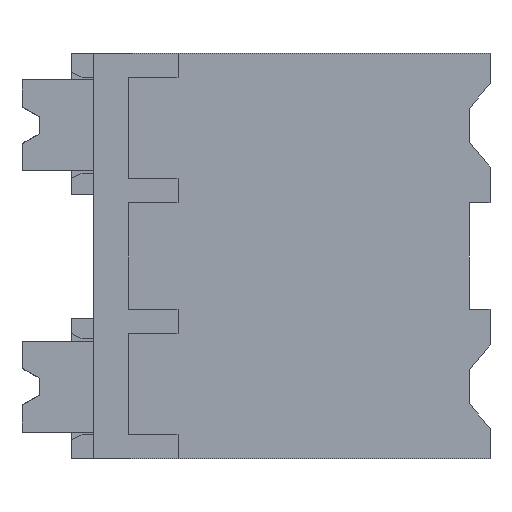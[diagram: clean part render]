
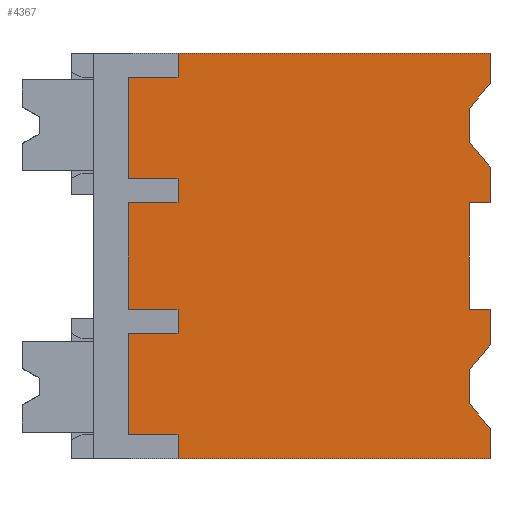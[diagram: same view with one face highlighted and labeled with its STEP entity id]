
A CAD part, left-side view. The second image highlights one B-rep face of the part: STEP entity #4367.
In plain terms, the highlighted planar face has unit normal (-1, 0, 0).
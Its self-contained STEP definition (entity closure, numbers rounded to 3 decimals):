
#50=DIRECTION('',(0.,-1.,0.));
#51=VECTOR('',#50,9.1);
#52=CARTESIAN_POINT('',(0.,9.1,-9.72));
#53=LINE('',#52,#51);
#886=DIRECTION('',(0.,0.,1.));
#887=VECTOR('',#886,0.885);
#888=CARTESIAN_POINT('',(0.,0.,1.215));
#889=LINE('',#888,#887);
#902=DIRECTION('',(0.,0.,1.));
#903=VECTOR('',#902,0.885);
#904=CARTESIAN_POINT('',(0.,0.,-9.72));
#905=LINE('',#904,#903);
#910=DIRECTION('',(0.,0.,1.));
#911=VECTOR('',#910,1.045);
#912=CARTESIAN_POINT('',(0.,0.,-2.26));
#913=LINE('',#912,#911);
#934=DIRECTION('',(0.,0.,1.));
#935=VECTOR('',#934,1.045);
#936=CARTESIAN_POINT('',(0.,0.,-6.405));
#937=LINE('',#936,#935);
#942=DIRECTION('',(0.,0.,1.));
#943=VECTOR('',#942,0.71);
#944=CARTESIAN_POINT('',(0.,9.1,-2.26));
#945=LINE('',#944,#943);
#946=DIRECTION('',(0.,-1.,0.));
#947=VECTOR('',#946,1.45);
#948=CARTESIAN_POINT('',(0.,10.55,-1.55));
#949=LINE('',#948,#947);
#950=DIRECTION('',(0.,0.,1.));
#951=VECTOR('',#950,2.95);
#952=CARTESIAN_POINT('',(0.,10.55,-1.55));
#953=LINE('',#952,#951);
#954=DIRECTION('',(0.,1.,0.));
#955=VECTOR('',#954,1.45);
#956=CARTESIAN_POINT('',(0.,9.1,1.4));
#957=LINE('',#956,#955);
#958=DIRECTION('',(0.,0.,1.));
#959=VECTOR('',#958,0.7);
#960=CARTESIAN_POINT('',(0.,9.1,1.4));
#961=LINE('',#960,#959);
#962=DIRECTION('',(0.,-0.643,0.766));
#963=VECTOR('',#962,0.933);
#964=CARTESIAN_POINT('',(0.,0.6,0.5));
#965=LINE('',#964,#963);
#966=DIRECTION('',(0.,0.,1.));
#967=VECTOR('',#966,1.);
#968=CARTESIAN_POINT('',(0.,0.6,-0.5));
#969=LINE('',#968,#967);
#970=DIRECTION('',(0.,0.643,0.766));
#971=VECTOR('',#970,0.933);
#972=CARTESIAN_POINT('',(0.,0.,-1.215));
#973=LINE('',#972,#971);
#974=DIRECTION('',(0.,1.,0.));
#975=VECTOR('',#974,0.6);
#976=CARTESIAN_POINT('',(0.,0.,-2.26));
#977=LINE('',#976,#975);
#978=DIRECTION('',(0.,0.,1.));
#979=VECTOR('',#978,3.1);
#980=CARTESIAN_POINT('',(0.,0.6,-5.36));
#981=LINE('',#980,#979);
#982=DIRECTION('',(0.,1.,0.));
#983=VECTOR('',#982,0.6);
#984=CARTESIAN_POINT('',(0.,0.,-5.36));
#985=LINE('',#984,#983);
#986=DIRECTION('',(0.,-0.643,0.766));
#987=VECTOR('',#986,0.933);
#988=CARTESIAN_POINT('',(0.,0.6,-7.12));
#989=LINE('',#988,#987);
#990=DIRECTION('',(0.,0.,1.));
#991=VECTOR('',#990,1.);
#992=CARTESIAN_POINT('',(0.,0.6,-8.12));
#993=LINE('',#992,#991);
#994=DIRECTION('',(0.,0.643,0.766));
#995=VECTOR('',#994,0.933);
#996=CARTESIAN_POINT('',(0.,0.,-8.835));
#997=LINE('',#996,#995);
#998=DIRECTION('',(0.,0.,1.));
#999=VECTOR('',#998,0.7);
#1000=CARTESIAN_POINT('',(0.,9.1,-9.72));
#1001=LINE('',#1000,#999);
#1002=DIRECTION('',(0.,-1.,0.));
#1003=VECTOR('',#1002,1.45);
#1004=CARTESIAN_POINT('',(0.,10.55,-9.02));
#1005=LINE('',#1004,#1003);
#1006=DIRECTION('',(0.,0.,1.));
#1007=VECTOR('',#1006,2.95);
#1008=CARTESIAN_POINT('',(0.,10.55,-9.02));
#1009=LINE('',#1008,#1007);
#1010=DIRECTION('',(0.,1.,0.));
#1011=VECTOR('',#1010,1.45);
#1012=CARTESIAN_POINT('',(0.,9.1,-6.07));
#1013=LINE('',#1012,#1011);
#1014=DIRECTION('',(0.,0.,1.));
#1015=VECTOR('',#1014,0.71);
#1016=CARTESIAN_POINT('',(0.,9.1,-6.07));
#1017=LINE('',#1016,#1015);
#1018=DIRECTION('',(0.,-1.,0.));
#1019=VECTOR('',#1018,1.45);
#1020=CARTESIAN_POINT('',(0.,10.55,-5.36));
#1021=LINE('',#1020,#1019);
#1022=DIRECTION('',(0.,0.,1.));
#1023=VECTOR('',#1022,3.1);
#1024=CARTESIAN_POINT('',(0.,10.55,-5.36));
#1025=LINE('',#1024,#1023);
#1026=DIRECTION('',(0.,1.,0.));
#1027=VECTOR('',#1026,1.45);
#1028=CARTESIAN_POINT('',(0.,9.1,-2.26));
#1029=LINE('',#1028,#1027);
#1822=DIRECTION('',(0.,-1.,0.));
#1823=VECTOR('',#1822,9.1);
#1824=CARTESIAN_POINT('',(0.,9.1,2.1));
#1825=LINE('',#1824,#1823);
#2327=CARTESIAN_POINT('',(0.,9.1,-9.72));
#2328=VERTEX_POINT('',#2327);
#2329=CARTESIAN_POINT('',(0.,0.,-9.72));
#2330=VERTEX_POINT('',#2329);
#2355=CARTESIAN_POINT('',(0.,9.1,2.1));
#2356=VERTEX_POINT('',#2355);
#2357=CARTESIAN_POINT('',(0.,0.,2.1));
#2358=VERTEX_POINT('',#2357);
#2641=CARTESIAN_POINT('',(0.,9.1,1.4));
#2642=VERTEX_POINT('',#2641);
#2643=CARTESIAN_POINT('',(0.,10.55,1.4));
#2644=VERTEX_POINT('',#2643);
#2649=CARTESIAN_POINT('',(0.,9.1,-9.02));
#2650=VERTEX_POINT('',#2649);
#2651=CARTESIAN_POINT('',(0.,10.55,-9.02));
#2652=VERTEX_POINT('',#2651);
#2733=CARTESIAN_POINT('',(0.,0.,-1.215));
#2734=CARTESIAN_POINT('',(0.,0.6,-0.5));
#2735=VERTEX_POINT('',#2733);
#2736=VERTEX_POINT('',#2734);
#2737=CARTESIAN_POINT('',(0.,0.6,0.5));
#2738=VERTEX_POINT('',#2737);
#2739=CARTESIAN_POINT('',(0.,0.,1.215));
#2740=VERTEX_POINT('',#2739);
#2749=CARTESIAN_POINT('',(0.,0.,-8.835));
#2750=CARTESIAN_POINT('',(0.,0.6,-8.12));
#2751=VERTEX_POINT('',#2749);
#2752=VERTEX_POINT('',#2750);
#2753=CARTESIAN_POINT('',(0.,0.6,-7.12));
#2754=VERTEX_POINT('',#2753);
#2755=CARTESIAN_POINT('',(0.,0.,-6.405));
#2756=VERTEX_POINT('',#2755);
#2825=CARTESIAN_POINT('',(0.,0.,-2.26));
#2826=CARTESIAN_POINT('',(0.,0.6,-2.26));
#2827=VERTEX_POINT('',#2825);
#2828=VERTEX_POINT('',#2826);
#2829=CARTESIAN_POINT('',(0.,0.,-5.36));
#2830=CARTESIAN_POINT('',(0.,0.6,-5.36));
#2831=VERTEX_POINT('',#2829);
#2832=VERTEX_POINT('',#2830);
#2889=CARTESIAN_POINT('',(0.,9.1,-1.55));
#2890=VERTEX_POINT('',#2889);
#2891=CARTESIAN_POINT('',(0.,9.1,-2.26));
#2892=VERTEX_POINT('',#2891);
#2893=CARTESIAN_POINT('',(0.,9.1,-6.07));
#2894=VERTEX_POINT('',#2893);
#2895=CARTESIAN_POINT('',(0.,9.1,-5.36));
#2896=VERTEX_POINT('',#2895);
#2897=CARTESIAN_POINT('',(0.,10.55,-1.55));
#2898=VERTEX_POINT('',#2897);
#2899=CARTESIAN_POINT('',(0.,10.55,-2.26));
#2900=VERTEX_POINT('',#2899);
#2901=CARTESIAN_POINT('',(0.,10.55,-6.07));
#2902=VERTEX_POINT('',#2901);
#2903=CARTESIAN_POINT('',(0.,10.55,-5.36));
#2904=VERTEX_POINT('',#2903);
#4310=CARTESIAN_POINT('',(0.,9.1,-9.72));
#4311=DIRECTION('',(-1.,0.,0.));
#4312=DIRECTION('',(0.,-1.,0.));
#4313=AXIS2_PLACEMENT_3D('',#4310,#4311,#4312);
#4314=PLANE('',#4313);
#4316=ORIENTED_EDGE('',*,*,#4315,.T.);
#4318=ORIENTED_EDGE('',*,*,#4317,.F.);
#4320=ORIENTED_EDGE('',*,*,#4319,.T.);
#4322=ORIENTED_EDGE('',*,*,#4321,.F.);
#4324=ORIENTED_EDGE('',*,*,#4323,.T.);
#4326=ORIENTED_EDGE('',*,*,#4325,.T.);
#4327=ORIENTED_EDGE('',*,*,#4233,.F.);
#4328=ORIENTED_EDGE('',*,*,#4301,.F.);
#4330=ORIENTED_EDGE('',*,*,#4329,.F.);
#4332=ORIENTED_EDGE('',*,*,#4331,.F.);
#4333=ORIENTED_EDGE('',*,*,#4267,.F.);
#4335=ORIENTED_EDGE('',*,*,#4334,.T.);
#4337=ORIENTED_EDGE('',*,*,#4336,.F.);
#4339=ORIENTED_EDGE('',*,*,#4338,.F.);
#4340=ORIENTED_EDGE('',*,*,#4291,.F.);
#4342=ORIENTED_EDGE('',*,*,#4341,.F.);
#4344=ORIENTED_EDGE('',*,*,#4343,.F.);
#4346=ORIENTED_EDGE('',*,*,#4345,.F.);
#4347=ORIENTED_EDGE('',*,*,#4255,.F.);
#4348=ORIENTED_EDGE('',*,*,#3056,.F.);
#4350=ORIENTED_EDGE('',*,*,#4349,.T.);
#4352=ORIENTED_EDGE('',*,*,#4351,.F.);
#4354=ORIENTED_EDGE('',*,*,#4353,.T.);
#4356=ORIENTED_EDGE('',*,*,#4355,.F.);
#4358=ORIENTED_EDGE('',*,*,#4357,.T.);
#4360=ORIENTED_EDGE('',*,*,#4359,.F.);
#4362=ORIENTED_EDGE('',*,*,#4361,.T.);
#4364=ORIENTED_EDGE('',*,*,#4363,.F.);
#4365=EDGE_LOOP('',(#4316,#4318,#4320,#4322,#4324,#4326,#4327,#4328,#4330,#4332,
#4333,#4335,#4337,#4339,#4340,#4342,#4344,#4346,#4347,#4348,#4350,#4352,#4354,
#4356,#4358,#4360,#4362,#4364));
#4366=FACE_OUTER_BOUND('',#4365,.F.);
#3056=EDGE_CURVE('',#2328,#2330,#53,.T.);
#4233=EDGE_CURVE('',#2740,#2358,#889,.T.);
#4255=EDGE_CURVE('',#2330,#2751,#905,.T.);
#4267=EDGE_CURVE('',#2827,#2735,#913,.T.);
#4291=EDGE_CURVE('',#2756,#2831,#937,.T.);
#4301=EDGE_CURVE('',#2738,#2740,#965,.T.);
#4315=EDGE_CURVE('',#2892,#2890,#945,.T.);
#4317=EDGE_CURVE('',#2898,#2890,#949,.T.);
#4319=EDGE_CURVE('',#2898,#2644,#953,.T.);
#4321=EDGE_CURVE('',#2642,#2644,#957,.T.);
#4323=EDGE_CURVE('',#2642,#2356,#961,.T.);
#4325=EDGE_CURVE('',#2356,#2358,#1825,.T.);
#4329=EDGE_CURVE('',#2736,#2738,#969,.T.);
#4331=EDGE_CURVE('',#2735,#2736,#973,.T.);
#4334=EDGE_CURVE('',#2827,#2828,#977,.T.);
#4336=EDGE_CURVE('',#2832,#2828,#981,.T.);
#4338=EDGE_CURVE('',#2831,#2832,#985,.T.);
#4341=EDGE_CURVE('',#2754,#2756,#989,.T.);
#4343=EDGE_CURVE('',#2752,#2754,#993,.T.);
#4345=EDGE_CURVE('',#2751,#2752,#997,.T.);
#4349=EDGE_CURVE('',#2328,#2650,#1001,.T.);
#4351=EDGE_CURVE('',#2652,#2650,#1005,.T.);
#4353=EDGE_CURVE('',#2652,#2902,#1009,.T.);
#4355=EDGE_CURVE('',#2894,#2902,#1013,.T.);
#4357=EDGE_CURVE('',#2894,#2896,#1017,.T.);
#4359=EDGE_CURVE('',#2904,#2896,#1021,.T.);
#4361=EDGE_CURVE('',#2904,#2900,#1025,.T.);
#4363=EDGE_CURVE('',#2892,#2900,#1029,.T.);
#4367=ADVANCED_FACE('',(#4366),#4314,.T.);
